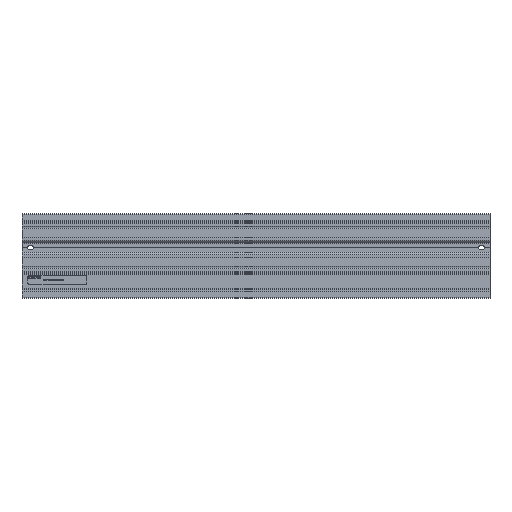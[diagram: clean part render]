
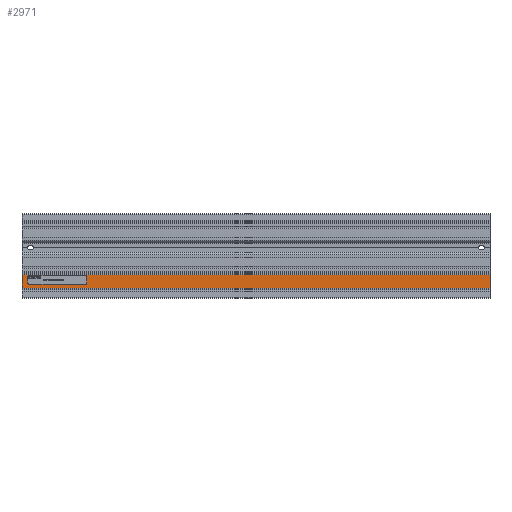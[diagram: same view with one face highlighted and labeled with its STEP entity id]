
A CAD part, top view. The second image highlights one B-rep face of the part: STEP entity #2971.
In plain terms, the highlighted planar face has unit normal (0, 0, 1).
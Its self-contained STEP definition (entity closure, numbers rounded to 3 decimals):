
#2971=ADVANCED_FACE('',(#3711,#3712),#3371,.F.);
#3371=PLANE('',#11023);
#3690=CIRCLE('',#11019,2.);
#3691=CIRCLE('',#11020,2.);
#3692=CIRCLE('',#11021,2.);
#3693=CIRCLE('',#11022,2.);
#3711=FACE_BOUND('',#3939,.T.);
#3712=FACE_BOUND('',#3940,.T.);
#3939=EDGE_LOOP('',(#5337,#5338,#5339,#5340,#5341,#5342,#5343,#5344));
#3940=EDGE_LOOP('',(#5345,#5346,#5347,#5348));
#5337=ORIENTED_EDGE('',*,*,#8407,.F.);
#5338=ORIENTED_EDGE('',*,*,#8408,.F.);
#5339=ORIENTED_EDGE('',*,*,#8409,.F.);
#5340=ORIENTED_EDGE('',*,*,#8410,.F.);
#5341=ORIENTED_EDGE('',*,*,#8411,.F.);
#5342=ORIENTED_EDGE('',*,*,#8412,.F.);
#5343=ORIENTED_EDGE('',*,*,#8413,.F.);
#5344=ORIENTED_EDGE('',*,*,#8414,.F.);
#5345=ORIENTED_EDGE('',*,*,#8415,.T.);
#5346=ORIENTED_EDGE('',*,*,#8416,.F.);
#5347=ORIENTED_EDGE('',*,*,#8417,.F.);
#5348=ORIENTED_EDGE('',*,*,#8405,.T.);
#7425=VERTEX_POINT('',#14474);
#7426=VERTEX_POINT('',#14476);
#7427=VERTEX_POINT('',#14480);
#7428=VERTEX_POINT('',#14481);
#7429=VERTEX_POINT('',#14483);
#7430=VERTEX_POINT('',#14485);
#7431=VERTEX_POINT('',#14487);
#7432=VERTEX_POINT('',#14489);
#7433=VERTEX_POINT('',#14491);
#7434=VERTEX_POINT('',#14493);
#7435=VERTEX_POINT('',#14496);
#7436=VERTEX_POINT('',#14498);
#8405=EDGE_CURVE('',#7426,#7425,#9494,.T.);
#8407=EDGE_CURVE('',#7427,#7428,#9496,.T.);
#8408=EDGE_CURVE('',#7429,#7427,#3690,.T.);
#8409=EDGE_CURVE('',#7430,#7429,#9497,.T.);
#8410=EDGE_CURVE('',#7431,#7430,#3691,.T.);
#8411=EDGE_CURVE('',#7432,#7431,#9498,.T.);
#8412=EDGE_CURVE('',#7433,#7432,#3692,.T.);
#8413=EDGE_CURVE('',#7434,#7433,#9499,.T.);
#8414=EDGE_CURVE('',#7428,#7434,#3693,.T.);
#8415=EDGE_CURVE('',#7425,#7435,#9500,.T.);
#8416=EDGE_CURVE('',#7436,#7435,#9501,.T.);
#8417=EDGE_CURVE('',#7426,#7436,#9502,.T.);
#9494=LINE('',#14475,#10319);
#9496=LINE('',#14479,#10321);
#9497=LINE('',#14484,#10322);
#9498=LINE('',#14488,#10323);
#9499=LINE('',#14492,#10324);
#9500=LINE('',#14495,#10325);
#9501=LINE('',#14497,#10326);
#9502=LINE('',#14499,#10327);
#10319=VECTOR('',#12318,1.);
#10321=VECTOR('',#12322,1.);
#10322=VECTOR('',#12325,1.);
#10323=VECTOR('',#12328,1.);
#10324=VECTOR('',#12331,1.);
#10325=VECTOR('',#12334,1.);
#10326=VECTOR('',#12335,1.);
#10327=VECTOR('',#12336,1.);
#11019=AXIS2_PLACEMENT_3D('',#14482,#12323,#12324);
#11020=AXIS2_PLACEMENT_3D('',#14486,#12326,#12327);
#11021=AXIS2_PLACEMENT_3D('',#14490,#12329,#12330);
#11022=AXIS2_PLACEMENT_3D('',#14494,#12332,#12333);
#11023=AXIS2_PLACEMENT_3D('',#14500,#12337,#12338);
#12318=DIRECTION('',(-1.,0.,0.));
#12322=DIRECTION('',(0.,-1.,0.));
#12323=DIRECTION('',(0.,0.,1.));
#12324=DIRECTION('',(0.,-1.,0.));
#12325=DIRECTION('',(-1.,0.,0.));
#12326=DIRECTION('',(0.,0.,1.));
#12327=DIRECTION('',(0.,-1.,0.));
#12328=DIRECTION('',(0.,1.,0.));
#12329=DIRECTION('',(0.,0.,1.));
#12330=DIRECTION('',(0.,-1.,0.));
#12331=DIRECTION('',(1.,0.,0.));
#12332=DIRECTION('',(0.,0.,1.));
#12333=DIRECTION('',(0.,-1.,0.));
#12334=DIRECTION('',(0.,-1.,0.));
#12335=DIRECTION('',(-1.,0.,0.));
#12336=DIRECTION('',(0.,-1.,0.));
#12337=DIRECTION('',(0.,0.,-1.));
#12338=DIRECTION('',(0.,1.,0.));
#14474=CARTESIAN_POINT('',(-415.,-31.8,15.5));
#14475=CARTESIAN_POINT('',(415.,-31.8,15.5));
#14476=CARTESIAN_POINT('',(415.,-31.8,15.5));
#14479=CARTESIAN_POINT('',(-405.,-35.8,15.5));
#14480=CARTESIAN_POINT('',(-405.,-35.8,15.5));
#14481=CARTESIAN_POINT('',(-405.,-46.8,15.5));
#14482=CARTESIAN_POINT('',(-403.,-35.8,15.5));
#14483=CARTESIAN_POINT('',(-403.,-33.8,15.5));
#14484=CARTESIAN_POINT('',(-302.,-33.8,15.5));
#14485=CARTESIAN_POINT('',(-302.,-33.8,15.5));
#14486=CARTESIAN_POINT('',(-302.,-35.8,15.5));
#14487=CARTESIAN_POINT('',(-300.,-35.8,15.5));
#14488=CARTESIAN_POINT('',(-300.,-46.8,15.5));
#14489=CARTESIAN_POINT('',(-300.,-46.8,15.5));
#14490=CARTESIAN_POINT('',(-302.,-46.8,15.5));
#14491=CARTESIAN_POINT('',(-302.,-48.8,15.5));
#14492=CARTESIAN_POINT('',(-403.,-48.8,15.5));
#14493=CARTESIAN_POINT('',(-403.,-48.8,15.5));
#14494=CARTESIAN_POINT('',(-403.,-46.8,15.5));
#14495=CARTESIAN_POINT('',(-415.,-31.8,15.5));
#14496=CARTESIAN_POINT('',(-415.,-55.8,15.5));
#14497=CARTESIAN_POINT('',(415.,-55.8,15.5));
#14498=CARTESIAN_POINT('',(415.,-55.8,15.5));
#14499=CARTESIAN_POINT('',(415.,-31.8,15.5));
#14500=CARTESIAN_POINT('',(415.,-31.8,15.5));
